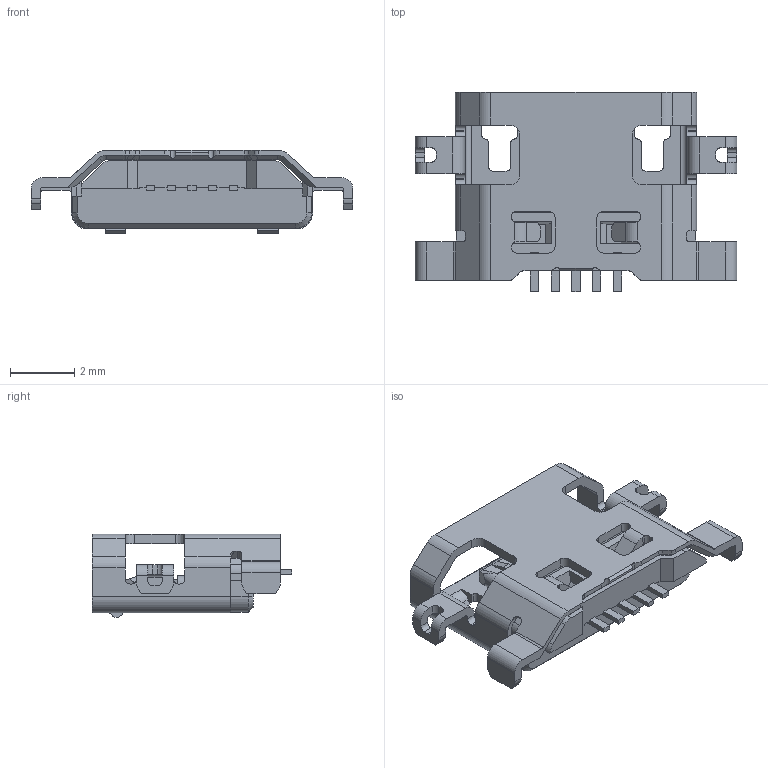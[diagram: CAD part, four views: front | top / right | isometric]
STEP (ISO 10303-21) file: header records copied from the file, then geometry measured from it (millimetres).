
FILE_DESCRIPTION((''),'2;1');
FILE_NAME('4DIP08HOUSING_2','2017-09-12T11:17:08',('Administrator'),(''),'CREO PARAMETRIC BY PTC INC, 2016510','CREO PARAMETRIC BY PTC INC, 2016510','');
FILE_SCHEMA(('CONFIG_CONTROL_DESIGN'));
Length unit declared in the file: millimetre
Products named in the file (1): 4DIP08HOUSING_2
Bounding box: 10 x 6.2 x 2.6 mm (x, y, z)
Volume: 49.3 mm3; surface area: 291.2 mm2
Topology: 1 solids, 1 shells, 693 faces, 1970 edges, 1271 vertices
Faces by surface type: plane 465, cylinder 197, cone 25, bspline 6
Entity records: 22679 total; most frequent: CARTESIAN_POINT 4474, ORIENTED_EDGE 3940, DIRECTION 3629, EDGE_CURVE 1970, VECTOR 1501, LINE 1501, VERTEX_POINT 1271, AXIS2_PLACEMENT_3D 1064
